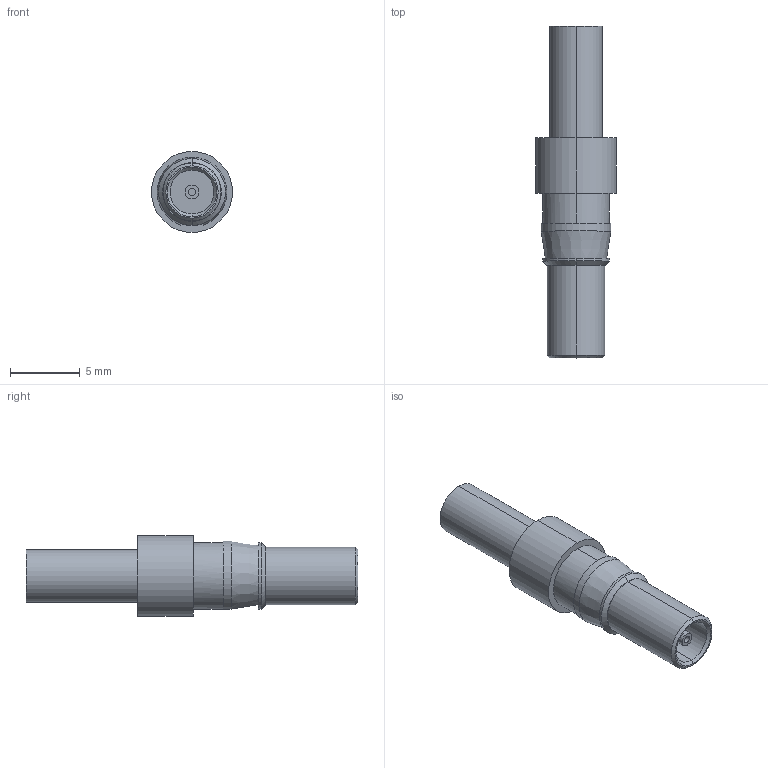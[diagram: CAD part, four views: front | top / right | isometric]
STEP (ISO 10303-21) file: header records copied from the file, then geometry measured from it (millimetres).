
FILE_DESCRIPTION(('Creo Elements/Direct Modeling STEP Export'),'2;1');
FILE_NAME('0ln7uvk45n4be8r4320','2016-11-14T 8:45:50',(''),(''),'PTC Creo Elements/Direct Modeling STEP processor for AP214 (Solid Model)','PTC Creo Elements/Direct Modeling 19.0E 27-Jun-2016 (C) Parametric Technology GmbH','');
FILE_SCHEMA(('AUTOMOTIVE_DESIGN { 1 0 10303 214 1 1 1 1 }'));
Length unit declared in the file: millimetre
Products named in the file (2): CX_50_RF
Assembly tree (1 placements, depth 2):
  CX_50_RF
    CX_50_RF
Bounding box: 5.8 x 23.8 x 5.8 mm (x, y, z)
Volume: 257.1 mm3; surface area: 662.9 mm2
Topology: 1 solids, 1 shells, 47 faces, 97 edges, 62 vertices
Faces by surface type: cylinder 24, plane 16, cone 7
Entity records: 1572 total; most frequent: CARTESIAN_POINT 205, DIRECTION 196, ORIENTED_EDGE 194, EDGE_CURVE 97, AXIS2_PLACEMENT_3D 79, VERTEX_POINT 62, EDGE_LOOP 57, COLOUR_RGB 48
